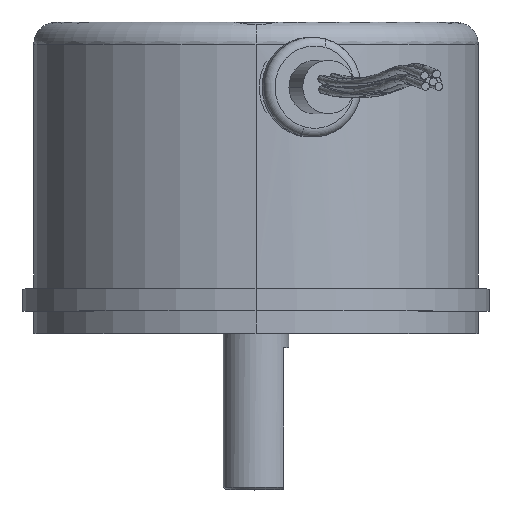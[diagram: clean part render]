
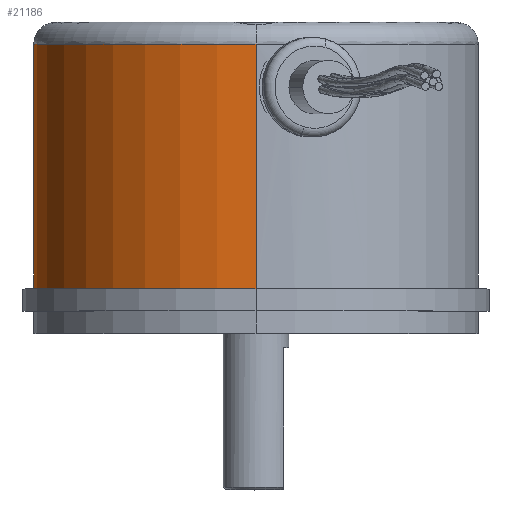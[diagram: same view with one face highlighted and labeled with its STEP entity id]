
A CAD part, top view. The second image highlights one B-rep face of the part: STEP entity #21186.
In plain terms, the highlighted cylindrical face has radius 31.75 mm (diameter 63.5 mm), a partial arc.
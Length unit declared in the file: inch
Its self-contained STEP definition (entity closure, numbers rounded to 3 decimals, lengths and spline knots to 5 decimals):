
#1566 = VERTEX_POINT ( 'NONE', #23626 ) ;
#3034 = CARTESIAN_POINT ( 'NONE',  ( 0., 0., -1.25 ) ) ;
#3329 = DIRECTION ( 'NONE',  ( 0., -1., 0. ) ) ;
#3696 = DIRECTION ( 'NONE',  ( 0., 0., -1. ) ) ;
#3961 = AXIS2_PLACEMENT_3D ( 'NONE', #7439, #15577, #19923 ) ;
#5151 = LINE ( 'NONE', #26423, #11118 ) ;
#5696 = AXIS2_PLACEMENT_3D ( 'NONE', #5811, #3329, #3696 ) ;
#5811 = CARTESIAN_POINT ( 'NONE',  ( 0., 1.5, 0. ) ) ;
#6325 = DIRECTION ( 'NONE',  ( 0., -1., 0. ) ) ;
#6591 = DIRECTION ( 'NONE',  ( 0., 1., 0. ) ) ;
#7001 = EDGE_CURVE ( 'NONE', #14990, #8000, #12146, .T. ) ;
#7149 = FACE_OUTER_BOUND ( 'NONE', #17346, .T. ) ;
#7439 = CARTESIAN_POINT ( 'NONE',  ( 0., 1.376, 0. ) ) ;
#7976 = AXIS2_PLACEMENT_3D ( 'NONE', #19251, #6591, #19444 ) ;
#8000 = VERTEX_POINT ( 'NONE', #26846 ) ;
#8371 = CARTESIAN_POINT ( 'NONE',  ( 0., 1.5, 1.25 ) ) ;
#10175 = ORIENTED_EDGE ( 'NONE', *, *, #22111, .T. ) ;
#11104 = CARTESIAN_POINT ( 'NONE',  ( 0., 1.376, 1.25 ) ) ;
#11118 = VECTOR ( 'NONE', #16084, 39.37008 ) ;
#11714 = VECTOR ( 'NONE', #6325, 39.37008 ) ;
#12146 = CIRCLE ( 'NONE', #3961, 1.25 ) ;
#12182 = ORIENTED_EDGE ( 'NONE', *, *, #7001, .T. ) ;
#14528 = ORIENTED_EDGE ( 'NONE', *, *, #25708, .F. ) ;
#14990 = VERTEX_POINT ( 'NONE', #11104 ) ;
#15577 = DIRECTION ( 'NONE',  ( 0., -1., 0. ) ) ;
#16084 = DIRECTION ( 'NONE',  ( 0., -1., 0. ) ) ;
#16974 = LINE ( 'NONE', #8371, #11714 ) ;
#17346 = EDGE_LOOP ( 'NONE', ( #14528, #12182, #10175, #18888 ) ) ;
#18012 = EDGE_CURVE ( 'NONE', #19686, #1566, #19806, .T. ) ;
#18888 = ORIENTED_EDGE ( 'NONE', *, *, #18012, .T. ) ;
#19251 = CARTESIAN_POINT ( 'NONE',  ( 0., 0., 0. ) ) ;
#19444 = DIRECTION ( 'NONE',  ( 0., 0., 1. ) ) ;
#19686 = VERTEX_POINT ( 'NONE', #3034 ) ;
#19806 = CIRCLE ( 'NONE', #7976, 1.25 ) ;
#19923 = DIRECTION ( 'NONE',  ( 0., 0., 1. ) ) ;
#21046 = CYLINDRICAL_SURFACE ( 'NONE', #5696, 1.25 ) ;
#21186 = ADVANCED_FACE ( 'NONE', ( #7149 ), #21046, .T. ) ;
#22111 = EDGE_CURVE ( 'NONE', #8000, #19686, #5151, .T. ) ;
#23626 = CARTESIAN_POINT ( 'NONE',  ( 0., 0., 1.25 ) ) ;
#25708 = EDGE_CURVE ( 'NONE', #14990, #1566, #16974, .T. ) ;
#26423 = CARTESIAN_POINT ( 'NONE',  ( 0., 1.5, -1.25 ) ) ;
#26846 = CARTESIAN_POINT ( 'NONE',  ( 0., 1.376, -1.25 ) ) ;
